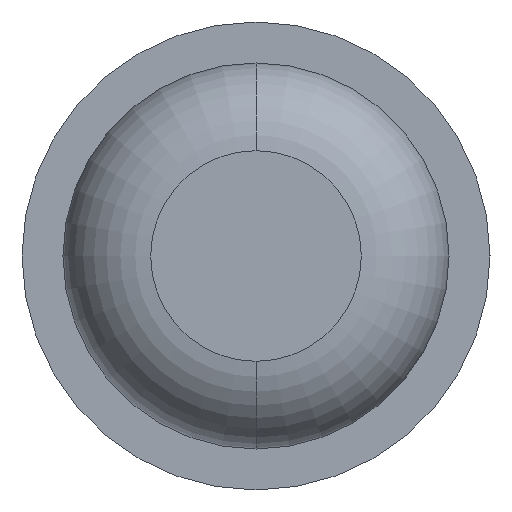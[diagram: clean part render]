
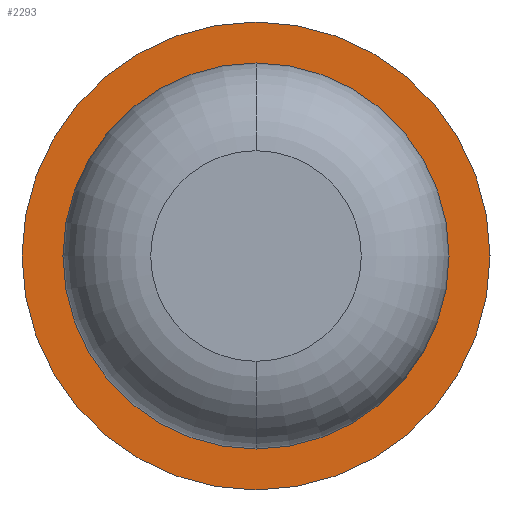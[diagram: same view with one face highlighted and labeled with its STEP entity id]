
A CAD part, front view. The second image highlights one B-rep face of the part: STEP entity #2293.
In plain terms, the highlighted planar face has unit normal (0, -1, 0).
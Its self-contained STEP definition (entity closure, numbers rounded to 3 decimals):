
#21 = DIRECTION ( 'NONE',  ( 0., -1., 0. ) ) ;
#43 = CARTESIAN_POINT ( 'NONE',  ( -1., -3., 0. ) ) ;
#57 = CARTESIAN_POINT ( 'NONE',  ( 0., -3., -1. ) ) ;
#185 = CIRCLE ( 'NONE', #3141, 1. ) ;
#233 = CIRCLE ( 'NONE', #2775, 0.825 ) ;
#289 = CARTESIAN_POINT ( 'NONE',  ( 0., -3., 0. ) ) ;
#531 = AXIS2_PLACEMENT_3D ( 'NONE', #2606, #1803, #2349 ) ;
#543 = DIRECTION ( 'NONE',  ( 0., 0., -1. ) ) ;
#798 = DIRECTION ( 'NONE',  ( 0., 0., 1. ) ) ;
#813 = FACE_BOUND ( 'NONE', #1194, .T. ) ;
#827 = ORIENTED_EDGE ( 'NONE', *, *, #3068, .F. ) ;
#870 = ORIENTED_EDGE ( 'NONE', *, *, #2926, .F. ) ;
#974 = VERTEX_POINT ( 'NONE', #2267 ) ;
#1004 = FACE_OUTER_BOUND ( 'NONE', #3107, .T. ) ;
#1194 = EDGE_LOOP ( 'NONE', ( #827, #870 ) ) ;
#1223 = EDGE_CURVE ( 'Defeature ausgef�hrt1_5+Defeature ausgef�hrt1_4+Defeature ausgef�hrt1_4+Defeature ausgef�hrt1_4', #2440, #1311, #185, .T. ) ;
#1243 = DIRECTION ( 'NONE',  ( 0., 0., -1. ) ) ;
#1248 = PLANE ( 'NONE',  #2609 ) ;
#1311 = VERTEX_POINT ( 'NONE', #2880 ) ;
#1346 = AXIS2_PLACEMENT_3D ( 'NONE', #2724, #1985, #1243 ) ;
#1535 = ORIENTED_EDGE ( 'NONE', *, *, #1223, .F. ) ;
#1752 = CARTESIAN_POINT ( 'NONE',  ( 0., -3., 0. ) ) ;
#1803 = DIRECTION ( 'NONE',  ( 0., 1., 0. ) ) ;
#1865 = CIRCLE ( 'NONE', #1346, 0.825 ) ;
#1985 = DIRECTION ( 'NONE',  ( 0., -1., 0. ) ) ;
#2019 = DIRECTION ( 'NONE',  ( 0., -1., 0. ) ) ;
#2267 = CARTESIAN_POINT ( 'NONE',  ( 0., -3., 0.825 ) ) ;
#2293 = ADVANCED_FACE ( 'Defeature ausgef�hrt1_4', ( #813, #1004 ), #1248, .T. ) ;
#2333 = DIRECTION ( 'NONE',  ( 0., 1., 0. ) ) ;
#2349 = DIRECTION ( 'NONE',  ( 0., 0., 1. ) ) ;
#2440 = VERTEX_POINT ( 'NONE', #57 ) ;
#2445 = VERTEX_POINT ( 'NONE', #2839 ) ;
#2458 = EDGE_CURVE ( 'Defeature ausgef�hrt1_5+Defeature ausgef�hrt1_4+Defeature ausgef�hrt1_4+Defeature ausgef�hrt1_4', #1311, #2440, #2752, .T. ) ;
#2543 = DIRECTION ( 'NONE',  ( 0., 0., -1. ) ) ;
#2606 = CARTESIAN_POINT ( 'NONE',  ( 0., -3., 0. ) ) ;
#2609 = AXIS2_PLACEMENT_3D ( 'NONE', #43, #2019, #543 ) ;
#2724 = CARTESIAN_POINT ( 'NONE',  ( 0., -3., 0. ) ) ;
#2752 = CIRCLE ( 'NONE', #531, 1. ) ;
#2775 = AXIS2_PLACEMENT_3D ( 'NONE', #1752, #21, #2543 ) ;
#2826 = ORIENTED_EDGE ( 'NONE', *, *, #2458, .F. ) ;
#2839 = CARTESIAN_POINT ( 'NONE',  ( 0., -3., -0.825 ) ) ;
#2880 = CARTESIAN_POINT ( 'NONE',  ( 0., -3., 1. ) ) ;
#2926 = EDGE_CURVE ( 'Defeature ausgef�hrt1_1+Defeature ausgef�hrt1_4+Defeature ausgef�hrt1_4+Defeature ausgef�hrt1_4', #2445, #974, #1865, .T. ) ;
#3068 = EDGE_CURVE ( 'Defeature ausgef�hrt1_1+Defeature ausgef�hrt1_4+Defeature ausgef�hrt1_4+Defeature ausgef�hrt1_4', #974, #2445, #233, .T. ) ;
#3107 = EDGE_LOOP ( 'NONE', ( #2826, #1535 ) ) ;
#3141 = AXIS2_PLACEMENT_3D ( 'NONE', #289, #2333, #798 ) ;
